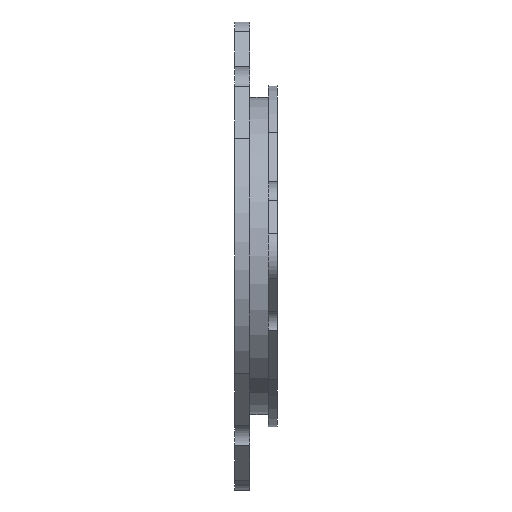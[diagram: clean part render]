
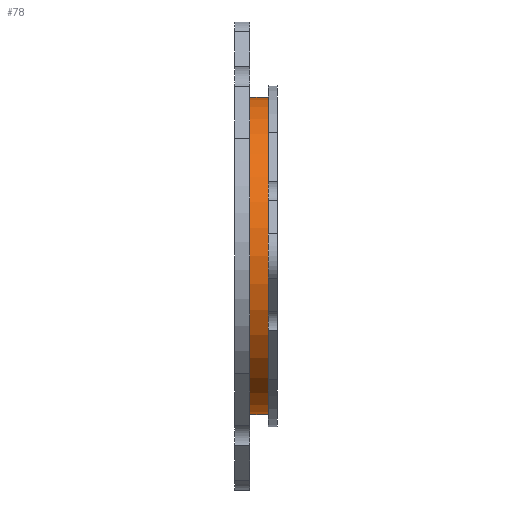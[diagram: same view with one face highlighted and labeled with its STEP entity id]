
A CAD part, left-side view. The second image highlights one B-rep face of the part: STEP entity #78.
In plain terms, the highlighted cylindrical face has radius 26 mm (diameter 52 mm), a partial arc.
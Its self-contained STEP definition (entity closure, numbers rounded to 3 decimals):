
#78 = ADVANCED_FACE ( 'NONE', ( #706 ), #714, .T. ) ;
#283 = DIRECTION ( 'NONE',  ( 0., -1., 0. ) ) ;
#295 = CARTESIAN_POINT ( 'NONE',  ( 0., 4.5, 0. ) ) ;
#303 = DIRECTION ( 'NONE',  ( 0., 0., -1. ) ) ;
#706 = FACE_OUTER_BOUND ( 'NONE', #2566, .T. ) ;
#714 = CYLINDRICAL_SURFACE ( 'NONE', #786, 26. ) ;
#786 = AXIS2_PLACEMENT_3D ( 'NONE', #295, #283, #303 ) ;
#1077 = CIRCLE ( 'NONE', #1327, 26. ) ;
#1103 = LINE ( 'NONE', #2273, #1110 ) ;
#1110 = VECTOR ( 'NONE', #2265, 1000. ) ;
#1111 = LINE ( 'NONE', #2277, #1113 ) ;
#1113 = VECTOR ( 'NONE', #2272, 1000. ) ;
#1197 = CIRCLE ( 'NONE', #1363, 26. ) ;
#1327 = AXIS2_PLACEMENT_3D ( 'NONE', #2226, #2227, #2228 ) ;
#1363 = AXIS2_PLACEMENT_3D ( 'NONE', #2308, #2309, #2310 ) ;
#1467 = CARTESIAN_POINT ( 'NONE',  ( 0., 4.5, 26. ) ) ;
#1631 = CARTESIAN_POINT ( 'NONE',  ( 0., 4.5, -26. ) ) ;
#1643 = CARTESIAN_POINT ( 'NONE',  ( 0., 1.5, -26. ) ) ;
#1648 = CARTESIAN_POINT ( 'NONE',  ( 0., 1.5, 26. ) ) ;
#2226 = CARTESIAN_POINT ( 'NONE',  ( 0., 1.5, 0. ) ) ;
#2227 = DIRECTION ( 'NONE',  ( 0., 1., 0. ) ) ;
#2228 = DIRECTION ( 'NONE',  ( 0., 0., 1. ) ) ;
#2265 = DIRECTION ( 'NONE',  ( 0., -1., 0. ) ) ;
#2272 = DIRECTION ( 'NONE',  ( 0., -1., 0. ) ) ;
#2273 = CARTESIAN_POINT ( 'NONE',  ( 0., 4.5, 26. ) ) ;
#2277 = CARTESIAN_POINT ( 'NONE',  ( 0., 4.5, -26. ) ) ;
#2308 = CARTESIAN_POINT ( 'NONE',  ( 0., 4.5, 0. ) ) ;
#2309 = DIRECTION ( 'NONE',  ( 0., 1., 0. ) ) ;
#2310 = DIRECTION ( 'NONE',  ( 0., 0., 1. ) ) ;
#2437 = ORIENTED_EDGE ( 'NONE', *, *, #2804, .F. ) ;
#2444 = ORIENTED_EDGE ( 'NONE', *, *, #2746, .F. ) ;
#2458 = ORIENTED_EDGE ( 'NONE', *, *, #2748, .T. ) ;
#2459 = ORIENTED_EDGE ( 'NONE', *, *, #2726, .T. ) ;
#2561 = VERTEX_POINT ( 'NONE', #1631 ) ;
#2566 = EDGE_LOOP ( 'NONE', ( #2444, #2437, #2458, #2459 ) ) ;
#2600 = VERTEX_POINT ( 'NONE', #1643 ) ;
#2605 = VERTEX_POINT ( 'NONE', #1648 ) ;
#2653 = VERTEX_POINT ( 'NONE', #1467 ) ;
#2726 = EDGE_CURVE ( 'NONE', #2600, #2605, #1077, .T. ) ;
#2746 = EDGE_CURVE ( 'NONE', #2653, #2605, #1103, .T. ) ;
#2748 = EDGE_CURVE ( 'NONE', #2561, #2600, #1111, .T. ) ;
#2804 = EDGE_CURVE ( 'NONE', #2561, #2653, #1197, .T. ) ;
